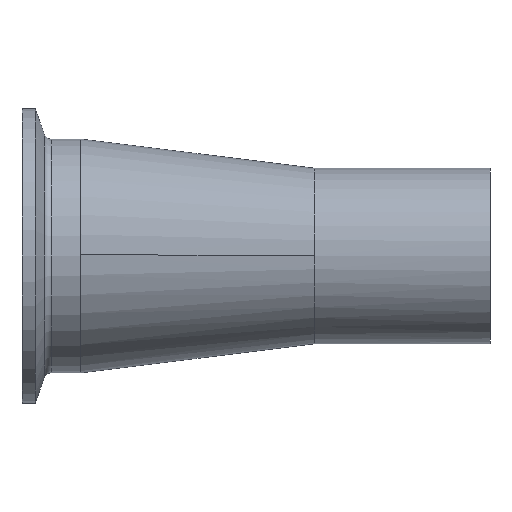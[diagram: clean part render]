
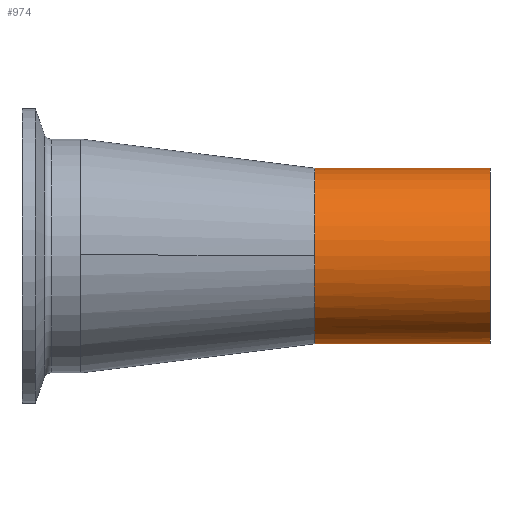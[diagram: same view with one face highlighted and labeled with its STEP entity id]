
A CAD part, left-side view. The second image highlights one B-rep face of the part: STEP entity #974.
In plain terms, the highlighted cylindrical face has radius 19.05 mm (diameter 38.1 mm), a partial arc.
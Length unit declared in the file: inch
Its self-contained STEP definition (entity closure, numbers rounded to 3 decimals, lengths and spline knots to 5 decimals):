
#7 = EDGE_LOOP ( 'NONE', ( #1031, #1314, #1229, #1637, #270 ) ) ;
#26 = VECTOR ( 'NONE', #1666, 39.37008 ) ;
#45 = LINE ( 'NONE', #820, #26 ) ;
#58 = DIRECTION ( 'NONE',  ( 0., 0., 1. ) ) ;
#75 = EDGE_CURVE ( 'NONE', #507, #713, #679, .T. ) ;
#104 = AXIS2_PLACEMENT_3D ( 'NONE', #536, #787, #1055 ) ;
#270 = ORIENTED_EDGE ( 'NONE', *, *, #75, .F. ) ;
#330 = CARTESIAN_POINT ( 'NONE',  ( 0., 0., 0. ) ) ;
#342 = DIRECTION ( 'NONE',  ( 0., 0., 1. ) ) ;
#364 = FACE_OUTER_BOUND ( 'NONE', #7, .T. ) ;
#381 = CYLINDRICAL_SURFACE ( 'NONE', #474, 0.75 ) ;
#415 = CARTESIAN_POINT ( 'NONE',  ( 0., -1.5, -0.75 ) ) ;
#428 = DIRECTION ( 'NONE',  ( 0., 1., 0. ) ) ;
#474 = AXIS2_PLACEMENT_3D ( 'NONE', #1093, #428, #58 ) ;
#507 = VERTEX_POINT ( 'NONE', #1380 ) ;
#531 = LINE ( 'NONE', #415, #1180 ) ;
#536 = CARTESIAN_POINT ( 'NONE',  ( 0., 0., 0. ) ) ;
#538 = EDGE_CURVE ( 'NONE', #713, #668, #1588, .T. ) ;
#556 = DIRECTION ( 'NONE',  ( 0., 1., 0. ) ) ;
#574 = VERTEX_POINT ( 'NONE', #854 ) ;
#586 = AXIS2_PLACEMENT_3D ( 'NONE', #330, #1510, #342 ) ;
#668 = VERTEX_POINT ( 'NONE', #718 ) ;
#679 = CIRCLE ( 'NONE', #104, 0.75 ) ;
#713 = VERTEX_POINT ( 'NONE', #1594 ) ;
#718 = CARTESIAN_POINT ( 'NONE',  ( 0., 0., 0.75 ) ) ;
#730 = EDGE_CURVE ( 'NONE', #876, #574, #830, .T. ) ;
#743 = EDGE_CURVE ( 'NONE', #574, #507, #531, .T. ) ;
#787 = DIRECTION ( 'NONE',  ( 0., 1., 0. ) ) ;
#804 = CARTESIAN_POINT ( 'NONE',  ( 0., -1.5, 0. ) ) ;
#820 = CARTESIAN_POINT ( 'NONE',  ( 0., -1.5, 0.75 ) ) ;
#830 = CIRCLE ( 'NONE', #1596, 0.75 ) ;
#854 = CARTESIAN_POINT ( 'NONE',  ( 0., -1.5, -0.75 ) ) ;
#876 = VERTEX_POINT ( 'NONE', #916 ) ;
#916 = CARTESIAN_POINT ( 'NONE',  ( 0., -1.5, 0.75 ) ) ;
#974 = ADVANCED_FACE ( 'NONE', ( #364 ), #381, .T. ) ;
#1030 = EDGE_CURVE ( 'NONE', #876, #668, #45, .T. ) ;
#1031 = ORIENTED_EDGE ( 'NONE', *, *, #743, .F. ) ;
#1055 = DIRECTION ( 'NONE',  ( 0., 0., 1. ) ) ;
#1093 = CARTESIAN_POINT ( 'NONE',  ( 0., -1.5, 0. ) ) ;
#1180 = VECTOR ( 'NONE', #556, 39.37008 ) ;
#1210 = DIRECTION ( 'NONE',  ( 0., -1., 0. ) ) ;
#1229 = ORIENTED_EDGE ( 'NONE', *, *, #1030, .T. ) ;
#1314 = ORIENTED_EDGE ( 'NONE', *, *, #730, .F. ) ;
#1380 = CARTESIAN_POINT ( 'NONE',  ( 0., 0., -0.75 ) ) ;
#1478 = DIRECTION ( 'NONE',  ( 0., 0., -1. ) ) ;
#1510 = DIRECTION ( 'NONE',  ( 0., 1., 0. ) ) ;
#1588 = CIRCLE ( 'NONE', #586, 0.75 ) ;
#1594 = CARTESIAN_POINT ( 'NONE',  ( -0.74999, 0., 0.00424 ) ) ;
#1596 = AXIS2_PLACEMENT_3D ( 'NONE', #804, #1210, #1478 ) ;
#1637 = ORIENTED_EDGE ( 'NONE', *, *, #538, .F. ) ;
#1666 = DIRECTION ( 'NONE',  ( 0., 1., 0. ) ) ;
